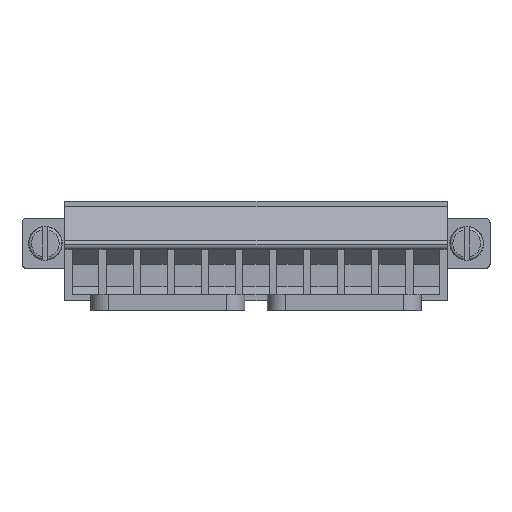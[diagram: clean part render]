
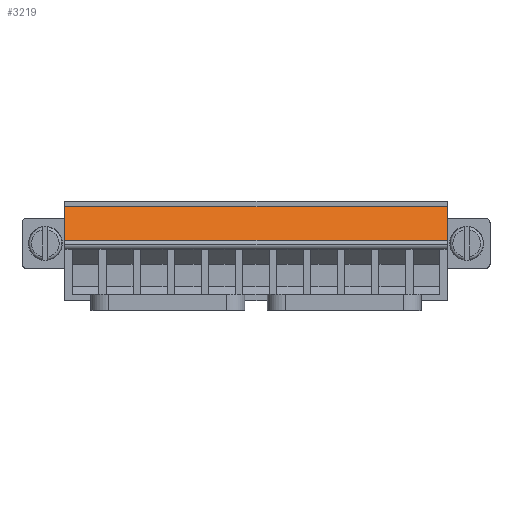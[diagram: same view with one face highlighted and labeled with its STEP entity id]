
A CAD part, top view. The second image highlights one B-rep face of the part: STEP entity #3219.
In plain terms, the highlighted planar face has unit normal (0, 0.359, 0.933).
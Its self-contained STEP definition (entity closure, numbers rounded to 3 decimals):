
#3206=AXIS2_PLACEMENT_3D('Plane Axis2P3D',#3203,#3204,#3205) ;
#3014=CARTESIAN_POINT('Vertex',(4.8,7.83,14.85)) ;
#3017=CARTESIAN_POINT('Line Origine',(4.8,9.715,14.125)) ;
#3021=CARTESIAN_POINT('Vertex',(4.8,11.6,13.4)) ;
#3108=CARTESIAN_POINT('Vertex',(47.5,11.6,13.4)) ;
#3111=CARTESIAN_POINT('Line Origine',(47.5,9.715,14.125)) ;
#3115=CARTESIAN_POINT('Vertex',(47.5,7.83,14.85)) ;
#3191=CARTESIAN_POINT('Line Origine',(26.15,11.6,13.4)) ;
#3203=CARTESIAN_POINT('Axis2P3D Location',(4.8,7.83,14.85)) ;
#3208=CARTESIAN_POINT('Line Origine',(26.15,7.83,14.85)) ;
#3018=DIRECTION('Vector Direction',(0.,0.933,-0.359)) ;
#3112=DIRECTION('Vector Direction',(0.,0.933,-0.359)) ;
#3192=DIRECTION('Vector Direction',(1.,0.,0.)) ;
#3204=DIRECTION('Axis2P3D Direction',(0.,-0.359,-0.933)) ;
#3205=DIRECTION('Axis2P3D XDirection',(0.,0.933,-0.359)) ;
#3209=DIRECTION('Vector Direction',(1.,0.,0.)) ;
#3019=VECTOR('Line Direction',#3018,1.) ;
#3113=VECTOR('Line Direction',#3112,1.) ;
#3193=VECTOR('Line Direction',#3192,1.) ;
#3210=VECTOR('Line Direction',#3209,1.) ;
#3214=ORIENTED_EDGE('',*,*,#3117,.T.) ;
#3215=ORIENTED_EDGE('',*,*,#3195,.F.) ;
#3216=ORIENTED_EDGE('',*,*,#3023,.T.) ;
#3217=ORIENTED_EDGE('',*,*,#3212,.T.) ;
#3219=ADVANCED_FACE('HOUSING',(#3218),#3207,.F.) ;
#3023=EDGE_CURVE('',#3022,#3015,#3020,.F.) ;
#3117=EDGE_CURVE('',#3116,#3109,#3114,.T.) ;
#3195=EDGE_CURVE('',#3022,#3109,#3194,.T.) ;
#3212=EDGE_CURVE('',#3015,#3116,#3211,.T.) ;
#3213=EDGE_LOOP('',(#3214,#3215,#3216,#3217)) ;
#3218=FACE_OUTER_BOUND('',#3213,.T.) ;
#3020=LINE('Line',#3017,#3019) ;
#3114=LINE('Line',#3111,#3113) ;
#3194=LINE('Line',#3191,#3193) ;
#3211=LINE('Line',#3208,#3210) ;
#3207=PLANE('',#3206) ;
#3015=VERTEX_POINT('',#3014) ;
#3022=VERTEX_POINT('',#3021) ;
#3109=VERTEX_POINT('',#3108) ;
#3116=VERTEX_POINT('',#3115) ;
